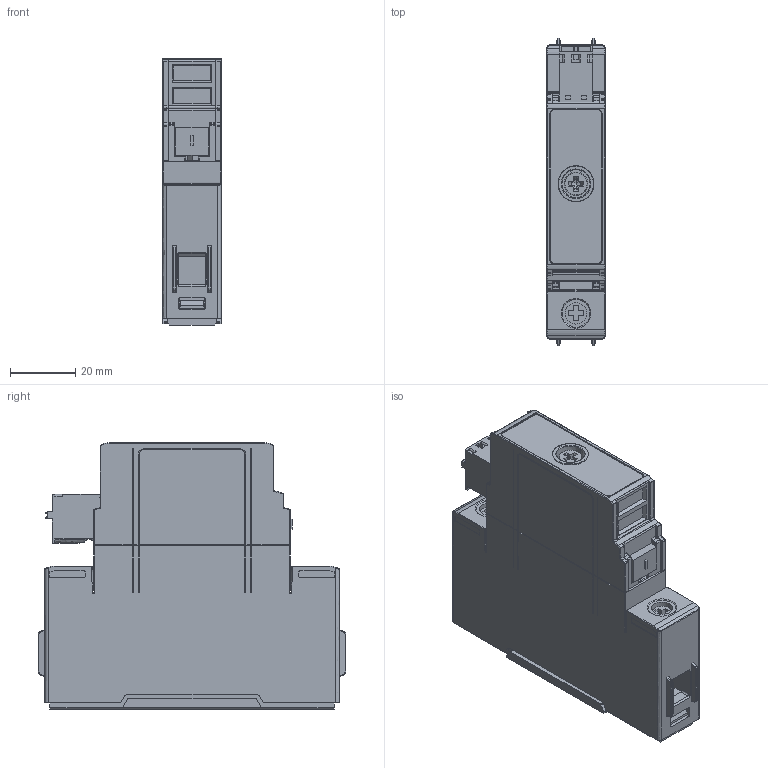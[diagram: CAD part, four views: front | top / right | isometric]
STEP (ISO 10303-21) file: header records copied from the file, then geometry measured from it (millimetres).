
FILE_DESCRIPTION((''),'2;1');
FILE_NAME('CGI1513-00.stp','2019-09-11T13:53:00',(''),(''),'Mechanical Desktop 2011','Mechanical Desktop 2011',', , ');
FILE_SCHEMA(('AUTOMOTIVE_DESIGN { 1 2 10303 214 1 1 1 1 }'));
Length unit declared in the file: millimetre
Products named in the file (2): Product; CGI1513-00-3D
Bounding box: 17.8 x 94 x 81.6 mm (x, y, z)
Volume: 105740.8 mm3; surface area: 22584.7 mm2
Topology: 1 solids, 2 shells, 908 faces, 2449 edges, 1558 vertices
Faces by surface type: bspline 518, plane 167, cylinder 143, sphere 54, torus 15, cone 11
Entity records: 36296 total; most frequent: CARTESIAN_POINT 14734, ORIENTED_EDGE 4854, DIRECTION 3979, EDGE_CURVE 2427, VERTEX_POINT 1558, VECTOR 1499, LINE 1499, AXIS2_PLACEMENT_3D 1240
